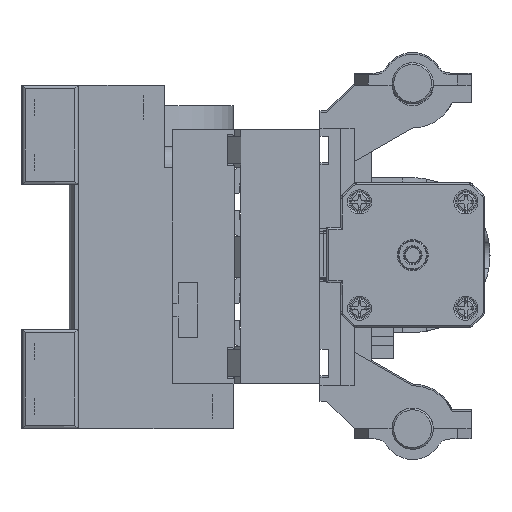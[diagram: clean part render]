
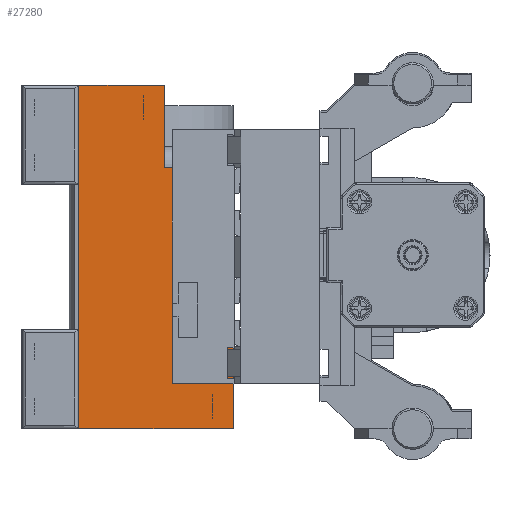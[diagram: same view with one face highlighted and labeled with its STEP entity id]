
A CAD part, left-side view. The second image highlights one B-rep face of the part: STEP entity #27280.
In plain terms, the highlighted face is planar.
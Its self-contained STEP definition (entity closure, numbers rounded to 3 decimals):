
#6407=FACE_OUTER_BOUND('',#7872,.T.);
#7872=EDGE_LOOP('',(#23620,#23621,#23622,#23623,#23624,#23625,#23626,#23627));
#9907=LINE('',#53624,#12249);
#9908=LINE('',#53627,#12250);
#9994=LINE('',#53860,#12336);
#9997=LINE('',#53869,#12339);
#9998=LINE('',#53871,#12340);
#9999=LINE('',#53873,#12341);
#10000=LINE('',#53875,#12342);
#10001=LINE('',#53876,#12343);
#12249=VECTOR('',#35471,10.);
#12250=VECTOR('',#35474,10.);
#12336=VECTOR('',#35694,10.);
#12339=VECTOR('',#35705,10.);
#12340=VECTOR('',#35706,10.);
#12341=VECTOR('',#35707,10.);
#12342=VECTOR('',#35708,10.);
#12343=VECTOR('',#35709,10.);
#14575=VERTEX_POINT('',#53620);
#14576=VERTEX_POINT('',#53622);
#14577=VERTEX_POINT('',#53626);
#14657=VERTEX_POINT('',#53857);
#14659=VERTEX_POINT('',#53868);
#14660=VERTEX_POINT('',#53870);
#14661=VERTEX_POINT('',#53872);
#14662=VERTEX_POINT('',#53874);
#17653=EDGE_CURVE('',#14576,#14575,#9907,.T.);
#17654=EDGE_CURVE('',#14577,#14575,#9908,.T.);
#17767=EDGE_CURVE('',#14657,#14577,#9994,.T.);
#17771=EDGE_CURVE('',#14576,#14659,#9997,.T.);
#17772=EDGE_CURVE('',#14660,#14659,#9998,.T.);
#17773=EDGE_CURVE('',#14660,#14661,#9999,.T.);
#17774=EDGE_CURVE('',#14661,#14662,#10000,.T.);
#17775=EDGE_CURVE('',#14657,#14662,#10001,.T.);
#23620=ORIENTED_EDGE('',*,*,#17771,.T.);
#23621=ORIENTED_EDGE('',*,*,#17772,.F.);
#23622=ORIENTED_EDGE('',*,*,#17773,.T.);
#23623=ORIENTED_EDGE('',*,*,#17774,.T.);
#23624=ORIENTED_EDGE('',*,*,#17775,.F.);
#23625=ORIENTED_EDGE('',*,*,#17767,.T.);
#23626=ORIENTED_EDGE('',*,*,#17654,.T.);
#23627=ORIENTED_EDGE('',*,*,#17653,.F.);
#26147=PLANE('',#29689);
#27280=ADVANCED_FACE('',(#6407),#26147,.T.);
#29689=AXIS2_PLACEMENT_3D('',#53867,#35703,#35704);
#35471=DIRECTION('',(1.,0.,0.));
#35474=DIRECTION('',(0.,1.,0.));
#35694=DIRECTION('',(-1.,0.,0.));
#35703=DIRECTION('center_axis',(0.,0.,1.));
#35704=DIRECTION('ref_axis',(0.,-1.,0.));
#35705=DIRECTION('',(0.,1.,0.));
#35706=DIRECTION('',(1.,0.,0.));
#35707=DIRECTION('',(0.,-1.,0.));
#35708=DIRECTION('',(1.,0.,0.));
#35709=DIRECTION('',(0.,-1.,0.));
#53620=CARTESIAN_POINT('',(39.,26.,36.5));
#53622=CARTESIAN_POINT('',(25.,26.,36.5));
#53624=CARTESIAN_POINT('',(10.5,26.,36.5));
#53626=CARTESIAN_POINT('',(39.,22.,36.5));
#53627=CARTESIAN_POINT('',(39.,38.75,36.5));
#53857=CARTESIAN_POINT('',(45.,22.,36.5));
#53860=CARTESIAN_POINT('',(22.5,22.,36.5));
#53867=CARTESIAN_POINT('Origin',(0.,50.,36.5));
#53868=CARTESIAN_POINT('',(25.,50.,36.5));
#53869=CARTESIAN_POINT('',(25.,45.5,36.5));
#53870=CARTESIAN_POINT('',(0.,50.,36.5));
#53871=CARTESIAN_POINT('',(0.,50.,36.5));
#53872=CARTESIAN_POINT('',(0.,-50.,36.5));
#53873=CARTESIAN_POINT('',(0.,50.,36.5));
#53874=CARTESIAN_POINT('',(45.,-50.,36.5));
#53875=CARTESIAN_POINT('',(0.,-50.,36.5));
#53876=CARTESIAN_POINT('',(45.,50.,36.5));
